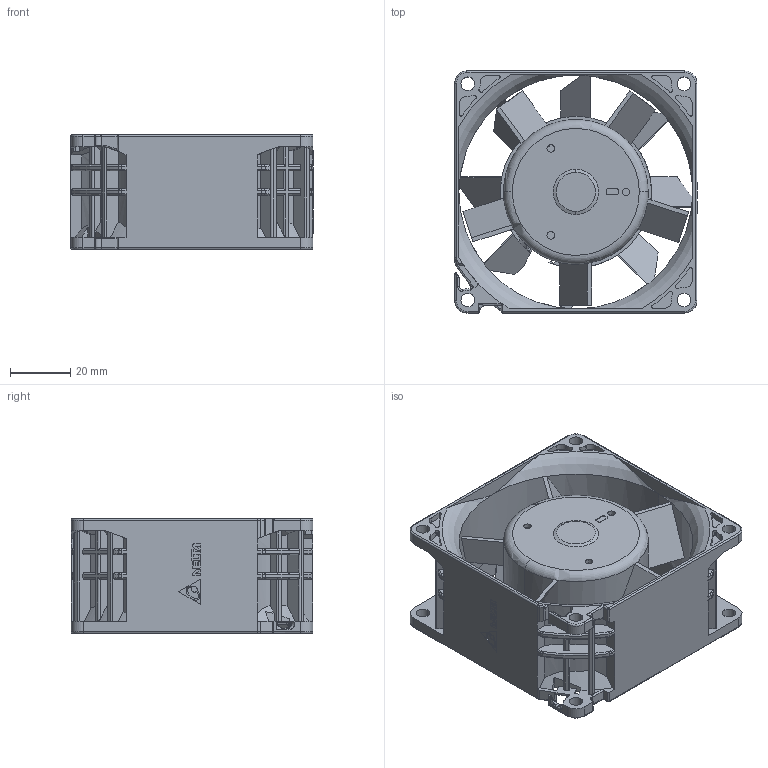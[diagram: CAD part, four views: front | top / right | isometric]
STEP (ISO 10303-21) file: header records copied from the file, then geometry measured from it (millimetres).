
FILE_DESCRIPTION((''),'2;1');
FILE_NAME('G10_APOLLO2000_DELTA_FAN_3D-201_ASM','2020-03-27T',('CHENGBIN.WU'),(''),'CREO PARAMETRIC BY PTC INC, 2015080','CREO PARAMETRIC BY PTC INC, 2015080','');
FILE_SCHEMA(('CONFIG_CONTROL_DESIGN'));
Products named in the file (5): FRAME-0926; IMP-0926; ASM0714_ASM_ASM; G10_APOLLO2000_DELTA_FAN_3D_ASM_ASM; G10_APOLLO2000_DELTA_FAN_3D-201_ASM
Assembly tree (4 placements, depth 4):
  G10_APOLLO2000_DELTA_FAN_3D-201_ASM
    G10_APOLLO2000_DELTA_FAN_3D_ASM_ASM
      ASM0714_ASM_ASM
        FRAME-0926
        IMP-0926
Bounding box: 80.3 x 80 x 38 mm (x, y, z)
Volume: 50894.8 mm3; surface area: 51857.6 mm2
Topology: 2 solids, 2 shells, 1965 faces, 5459 edges, 3554 vertices
Faces by surface type: plane 1062, cylinder 664, torus 132, cone 55, sphere 34, bspline 12, extrusion 6
Entity records: 65830 total; most frequent: CARTESIAN_POINT 14817, ORIENTED_EDGE 10846, DIRECTION 10557, EDGE_CURVE 5423, AXIS2_PLACEMENT_3D 3604, VERTEX_POINT 3554, VECTOR 3349, LINE 3343
